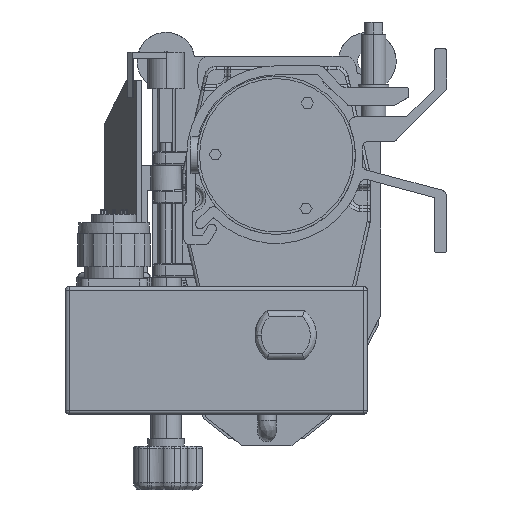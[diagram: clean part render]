
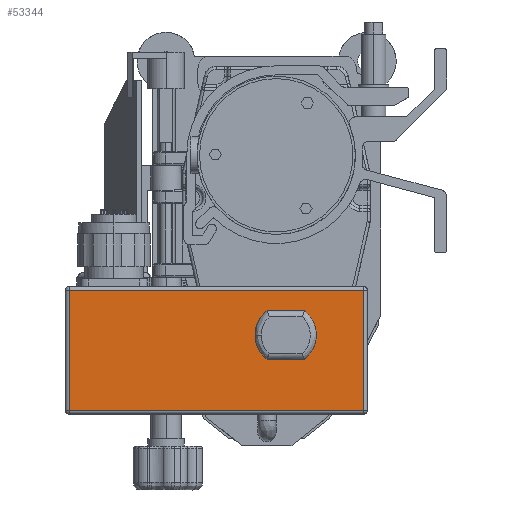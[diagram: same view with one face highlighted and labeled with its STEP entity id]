
A CAD part, left-side view. The second image highlights one B-rep face of the part: STEP entity #53344.
In plain terms, the highlighted planar face has unit normal (-1, 0, 0).
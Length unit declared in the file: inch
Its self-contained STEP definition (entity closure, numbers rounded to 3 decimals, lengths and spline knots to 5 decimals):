
#23693 = DIRECTION ( 'NONE',  ( 0., -1., 0. ) ) ;
#23694 = DIRECTION ( 'NONE',  ( 1., 0., 0. ) ) ;
#23695 = CARTESIAN_POINT ( 'NONE',  ( -6.01117, 5.18373, -0.08 ) ) ;
#23696 = AXIS2_PLACEMENT_3D ( 'NONE', #23695, #23694, #23693 ) ;
#23697 = PLANE ( 'NONE',  #23696 ) ;
#23698 = FACE_OUTER_BOUND ( 'NONE', #52790, .T. ) ;
#23699 = FACE_BOUND ( 'NONE', #53345, .T. ) ;
#28295 = VERTEX_POINT ( 'NONE', #41568 ) ;
#28428 = VERTEX_POINT ( 'NONE', #41886 ) ;
#41568 = CARTESIAN_POINT ( 'NONE',  ( -6.01117, 5.18373, -2.545 ) ) ;
#41886 = CARTESIAN_POINT ( 'NONE',  ( -6.01117, -0.85627, -2.545 ) ) ;
#44084 = DIRECTION ( 'NONE',  ( 0., 0., -1. ) ) ;
#44085 = DIRECTION ( 'NONE',  ( -1., 0., 0. ) ) ;
#44086 = AXIS2_PLACEMENT_3D ( 'NONE', #44101, #44085, #44084 ) ;
#44087 = CIRCLE ( 'NONE', #44086, 0.53 ) ;
#44101 = CARTESIAN_POINT ( 'NONE',  ( -6.01117, 0.73873, -1. ) ) ;
#44410 = DIRECTION ( 'NONE',  ( 0., 0., -1. ) ) ;
#44621 = DIRECTION ( 'NONE',  ( 0., 1., 0. ) ) ;
#44622 = VECTOR ( 'NONE', #44621, 39.37008 ) ;
#44623 = CARTESIAN_POINT ( 'NONE',  ( -6.01117, 2.16373, -0.08 ) ) ;
#44624 = LINE ( 'NONE', #44623, #44622 ) ;
#45271 = VECTOR ( 'NONE', #44410, 39.37008 ) ;
#45272 = CARTESIAN_POINT ( 'NONE',  ( -6.01117, -0.85627, -1.3125 ) ) ;
#45273 = LINE ( 'NONE', #45272, #45271 ) ;
#45463 = DIRECTION ( 'NONE',  ( 0., -1., 0. ) ) ;
#45464 = VECTOR ( 'NONE', #45463, 39.37008 ) ;
#45466 = CARTESIAN_POINT ( 'NONE',  ( -6.01117, 2.16373, -1.4 ) ) ;
#45468 = LINE ( 'NONE', #45466, #45464 ) ;
#45709 = DIRECTION ( 'NONE',  ( 0., 0., -1. ) ) ;
#45710 = DIRECTION ( 'NONE',  ( -1., 0., 0. ) ) ;
#45711 = CARTESIAN_POINT ( 'NONE',  ( -6.01117, 0.73873, -1. ) ) ;
#45713 = AXIS2_PLACEMENT_3D ( 'NONE', #45711, #45710, #45709 ) ;
#45768 = CARTESIAN_POINT ( 'NONE',  ( -6.01117, 5.18373, -0.08 ) ) ;
#45769 = DIRECTION ( 'NONE',  ( 0., 0., 1. ) ) ;
#45770 = VECTOR ( 'NONE', #45769, 39.37008 ) ;
#45772 = CARTESIAN_POINT ( 'NONE',  ( -6.01117, 5.18373, -1.3125 ) ) ;
#45774 = LINE ( 'NONE', #45772, #45770 ) ;
#45784 = CARTESIAN_POINT ( 'NONE',  ( -6.01117, 1.08644, -1.4 ) ) ;
#45786 = CIRCLE ( 'NONE', #45713, 0.53 ) ;
#45841 = DIRECTION ( 'NONE',  ( 0., 1., 0. ) ) ;
#45843 = VECTOR ( 'NONE', #45841, 39.37008 ) ;
#45845 = CARTESIAN_POINT ( 'NONE',  ( -6.01117, 2.16373, -0.6 ) ) ;
#45852 = CARTESIAN_POINT ( 'NONE',  ( -6.01117, 0.39103, -1.4 ) ) ;
#45965 = CARTESIAN_POINT ( 'NONE',  ( -6.01117, -0.85627, -0.08 ) ) ;
#45978 = LINE ( 'NONE', #45845, #45843 ) ;
#45979 = CARTESIAN_POINT ( 'NONE',  ( -6.01117, 0.39103, -0.6 ) ) ;
#45984 = CARTESIAN_POINT ( 'NONE',  ( -6.01117, 1.08644, -0.6 ) ) ;
#45996 = DIRECTION ( 'NONE',  ( 0., 1., 0. ) ) ;
#45997 = VECTOR ( 'NONE', #45996, 39.37008 ) ;
#45998 = CARTESIAN_POINT ( 'NONE',  ( -6.01117, 2.16373, -2.545 ) ) ;
#45999 = LINE ( 'NONE', #45998, #45997 ) ;
#52456 = EDGE_CURVE ( 'NONE', #52976, #53018, #44087, .T. ) ;
#52789 = ORIENTED_EDGE ( 'NONE', *, *, #52456, .F. ) ;
#52790 = EDGE_LOOP ( 'NONE', ( #52791, #52792, #52793, #52795 ) ) ;
#52791 = ORIENTED_EDGE ( 'NONE', *, *, #53008, .F. ) ;
#52792 = ORIENTED_EDGE ( 'NONE', *, *, #52952, .F. ) ;
#52793 = ORIENTED_EDGE ( 'NONE', *, *, #52794, .T. ) ;
#52794 = EDGE_CURVE ( 'NONE', #53033, #52983, #44624, .T. ) ;
#52795 = ORIENTED_EDGE ( 'NONE', *, *, #52982, .F. ) ;
#52894 = EDGE_CURVE ( 'NONE', #52967, #52976, #45468, .T. ) ;
#52952 = EDGE_CURVE ( 'NONE', #53033, #28428, #45273, .T. ) ;
#52967 = VERTEX_POINT ( 'NONE', #45784 ) ;
#52971 = EDGE_CURVE ( 'NONE', #53014, #52967, #45786, .T. ) ;
#52976 = VERTEX_POINT ( 'NONE', #45852 ) ;
#52982 = EDGE_CURVE ( 'NONE', #28295, #52983, #45774, .T. ) ;
#52983 = VERTEX_POINT ( 'NONE', #45768 ) ;
#53008 = EDGE_CURVE ( 'NONE', #28428, #28295, #45999, .T. ) ;
#53014 = VERTEX_POINT ( 'NONE', #45984 ) ;
#53018 = VERTEX_POINT ( 'NONE', #45979 ) ;
#53020 = EDGE_CURVE ( 'NONE', #53018, #53014, #45978, .T. ) ;
#53033 = VERTEX_POINT ( 'NONE', #45965 ) ;
#53344 = ADVANCED_FACE ( 'NONE', ( #23699, #23698 ), #23697, .F. ) ;
#53345 = EDGE_LOOP ( 'NONE', ( #53346, #53347, #53348, #52789 ) ) ;
#53346 = ORIENTED_EDGE ( 'NONE', *, *, #52894, .F. ) ;
#53347 = ORIENTED_EDGE ( 'NONE', *, *, #52971, .F. ) ;
#53348 = ORIENTED_EDGE ( 'NONE', *, *, #53020, .F. ) ;
